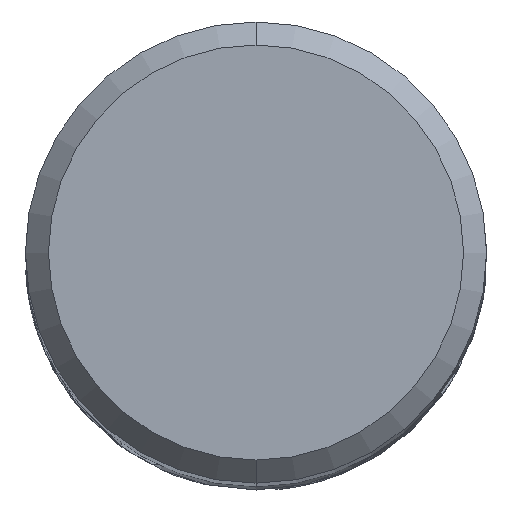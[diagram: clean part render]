
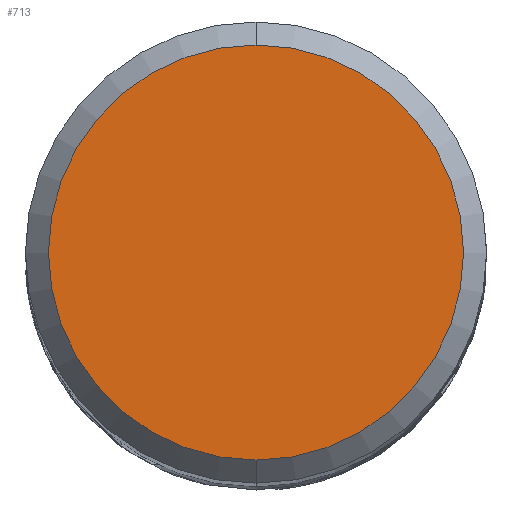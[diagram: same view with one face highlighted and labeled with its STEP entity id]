
A CAD part, top view. The second image highlights one B-rep face of the part: STEP entity #713.
In plain terms, the highlighted planar face has unit normal (0, 0, 1).
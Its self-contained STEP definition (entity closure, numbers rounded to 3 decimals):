
#533=VERTEX_POINT('',#1523);
#713=ADVANCED_FACE('',(#1719),#1720,.T.);
#979=EDGE_CURVE('',#1229,#533,#2005,.T.);
#1055=EDGE_CURVE('',#533,#1229,#2089,.T.);
#1229=VERTEX_POINT('',#2275);
#1523=CARTESIAN_POINT('',(0.0,3.6,0.0));
#1719=FACE_OUTER_BOUND('',#4578,.T.);
#1720=PLANE('',#4579);
#2005=CIRCLE('',#5868,3.6);
#2089=CIRCLE('',#6297,3.6);
#2275=CARTESIAN_POINT('',(0.,-3.6,0.0));
#4578=EDGE_LOOP('',(#10494,#10495));
#4579=AXIS2_PLACEMENT_3D('',#10496,#10497,#10498);
#5868=AXIS2_PLACEMENT_3D('',#10764,#10765,#10766);
#6297=AXIS2_PLACEMENT_3D('',#10853,#10854,#10855);
#10494=ORIENTED_EDGE('',*,*,#1055,.F.);
#10495=ORIENTED_EDGE('',*,*,#979,.F.);
#10496=CARTESIAN_POINT('',(0.0,1.8,0.0));
#10497=DIRECTION('',(-0.0,0.0,1.0));
#10498=DIRECTION('',(0.0,-1.0,0.0));
#10764=CARTESIAN_POINT('',(0.0,0.0,0.0));
#10765=DIRECTION('',(0.0,0.0,-1.0));
#10766=DIRECTION('',(0.0,1.0,0.0));
#10853=CARTESIAN_POINT('',(0.0,0.0,0.0));
#10854=DIRECTION('',(0.0,0.0,-1.0));
#10855=DIRECTION('',(0.0,1.0,0.0));
